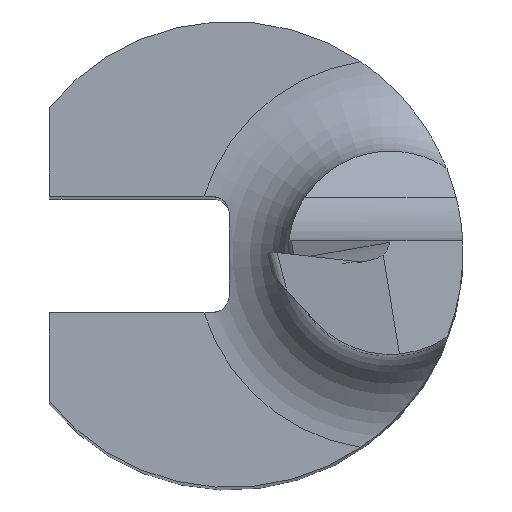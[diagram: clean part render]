
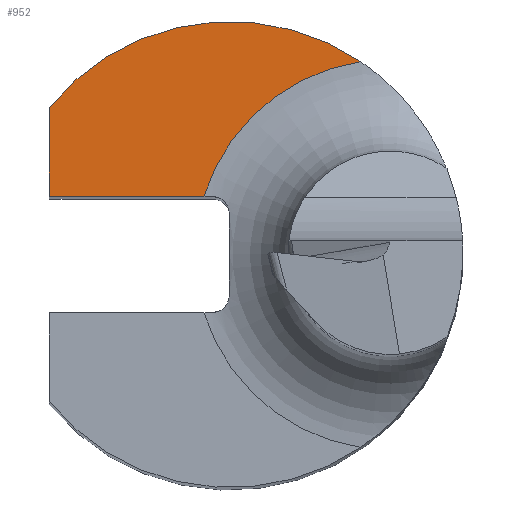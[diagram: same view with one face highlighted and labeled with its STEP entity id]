
A CAD part, top view. The second image highlights one B-rep face of the part: STEP entity #952.
In plain terms, the highlighted planar face has unit normal (0, 0, 1).
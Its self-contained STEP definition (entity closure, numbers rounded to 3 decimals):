
#1 = CARTESIAN_POINT ( 'NONE',  ( 1.375, 0., 13.749 ) ) ;
#18 = DIRECTION ( 'NONE',  ( 1., 0., 0. ) ) ;
#24 = LINE ( 'NONE', #199, #876 ) ;
#187 = AXIS2_PLACEMENT_3D ( 'NONE', #746, #1084, #897 ) ;
#199 = CARTESIAN_POINT ( 'NONE',  ( -1.55, -2., 13.749 ) ) ;
#230 = CARTESIAN_POINT ( 'NONE',  ( 1.375, 0.5, 13.749 ) ) ;
#244 = CIRCLE ( 'NONE', #1075, 1.675 ) ;
#356 = AXIS2_PLACEMENT_3D ( 'NONE', #1, #960, #18 ) ;
#390 = CIRCLE ( 'NONE', #187, 2. ) ;
#401 = EDGE_CURVE ( 'NONE', #618, #575, #1086, .T. ) ;
#404 = ORIENTED_EDGE ( 'NONE', *, *, #606, .F. ) ;
#461 = ORIENTED_EDGE ( 'NONE', *, *, #401, .F. ) ;
#468 = VECTOR ( 'NONE', #502, 1000. ) ;
#502 = DIRECTION ( 'NONE',  ( -1., 0., 0. ) ) ;
#520 = ORIENTED_EDGE ( 'NONE', *, *, #664, .T. ) ;
#544 = DIRECTION ( 'NONE',  ( 0., 0., 1. ) ) ;
#575 = VERTEX_POINT ( 'NONE', #705 ) ;
#596 = VERTEX_POINT ( 'NONE', #803 ) ;
#606 = EDGE_CURVE ( 'NONE', #1061, #618, #244, .T. ) ;
#618 = VERTEX_POINT ( 'NONE', #888 ) ;
#625 = FACE_OUTER_BOUND ( 'NONE', #913, .T. ) ;
#664 = EDGE_CURVE ( 'NONE', #1061, #596, #390, .T. ) ;
#696 = CARTESIAN_POINT ( 'NONE',  ( 1.375, 0., 13.749 ) ) ;
#700 = DIRECTION ( 'NONE',  ( 1., 0., 0. ) ) ;
#704 = PLANE ( 'NONE',  #356 ) ;
#705 = CARTESIAN_POINT ( 'NONE',  ( -1.55, 0.5, 13.749 ) ) ;
#716 = DIRECTION ( 'NONE',  ( 0., -1., 0. ) ) ;
#720 = CARTESIAN_POINT ( 'NONE',  ( 1.122, 1.656, 13.749 ) ) ;
#746 = CARTESIAN_POINT ( 'NONE',  ( 0., 0., 13.749 ) ) ;
#803 = CARTESIAN_POINT ( 'NONE',  ( -1.55, 1.264, 13.749 ) ) ;
#876 = VECTOR ( 'NONE', #716, 1000. ) ;
#888 = CARTESIAN_POINT ( 'NONE',  ( -0.224, 0.5, 13.749 ) ) ;
#897 = DIRECTION ( 'NONE',  ( 1., 0., 0. ) ) ;
#913 = EDGE_LOOP ( 'NONE', ( #404, #520, #1074, #461 ) ) ;
#952 = ADVANCED_FACE ( 'NONE', ( #625 ), #704, .F. ) ;
#960 = DIRECTION ( 'NONE',  ( 0., 0., -1. ) ) ;
#1061 = VERTEX_POINT ( 'NONE', #720 ) ;
#1074 = ORIENTED_EDGE ( 'NONE', *, *, #1133, .T. ) ;
#1075 = AXIS2_PLACEMENT_3D ( 'NONE', #696, #544, #700 ) ;
#1084 = DIRECTION ( 'NONE',  ( 0., 0., 1. ) ) ;
#1086 = LINE ( 'NONE', #230, #468 ) ;
#1133 = EDGE_CURVE ( 'NONE', #596, #575, #24, .T. ) ;
